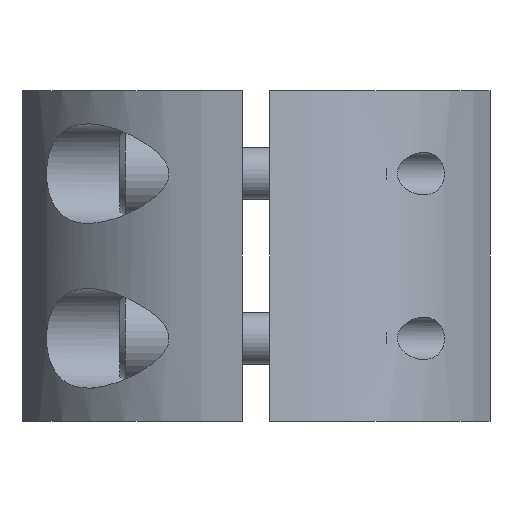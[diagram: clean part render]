
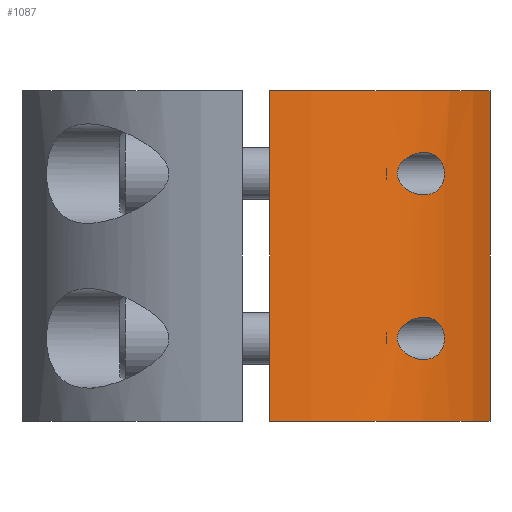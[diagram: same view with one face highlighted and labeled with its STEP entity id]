
A CAD part, left-side view. The second image highlights one B-rep face of the part: STEP entity #1087.
In plain terms, the highlighted cylindrical face has radius 28.575 mm (diameter 57.15 mm), a partial arc.
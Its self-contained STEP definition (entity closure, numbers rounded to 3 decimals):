
#48=B_SPLINE_CURVE_WITH_KNOTS('',3,(#1883,#1884,#1885,#1886,#1887,#1888,
#1889,#1890,#1891,#1892,#1893,#1894,#1895,#1896,#1897,#1898,#1899,#1900,
#1901,#1902,#1903,#1904,#1905,#1906,#1907,#1908,#1909,#1910,#1911,#1912,
#1913,#1914,#1915,#1916,#1917,#1918,#1919,#1920),.UNSPECIFIED.,.T.,.F.,
(4,2,2,2,2,2,2,2,2,2,2,2,2,2,2,2,2,2,4),(0.,0.047,0.094,
0.188,0.337,0.486,0.619,
0.752,0.842,0.933,1.024,1.114,
1.247,1.38,1.529,1.678,1.772,
1.819,1.866),.UNSPECIFIED.);
#49=B_SPLINE_CURVE_WITH_KNOTS('',3,(#1928,#1929,#1930,#1931,#1932,#1933,
#1934,#1935,#1936,#1937,#1938,#1939,#1940,#1941,#1942,#1943,#1944,#1945,
#1946,#1947,#1948,#1949,#1950,#1951,#1952,#1953,#1954,#1955,#1956,#1957,
#1958,#1959,#1960,#1961,#1962,#1963,#1964,#1965),.UNSPECIFIED.,.T.,.F.,
(4,2,2,2,2,2,2,2,2,2,2,2,2,2,2,2,2,2,4),(0.,0.047,0.094,
0.188,0.337,0.486,0.619,
0.752,0.842,0.933,1.024,1.114,
1.247,1.38,1.529,1.678,1.772,
1.819,1.866),.UNSPECIFIED.);
#85=FACE_BOUND('',#235,.T.);
#86=FACE_BOUND('',#236,.T.);
#165=FACE_OUTER_BOUND('',#234,.T.);
#234=EDGE_LOOP('',(#896,#897,#898,#899));
#235=EDGE_LOOP('',(#900));
#236=EDGE_LOOP('',(#901));
#321=LINE('',#2019,#391);
#324=LINE('',#2033,#394);
#391=VECTOR('',#1529,10.);
#394=VECTOR('',#1544,10.);
#459=CIRCLE('',#1273,28.575);
#462=CIRCLE('',#1277,28.575);
#540=VERTEX_POINT('',#1881);
#543=VERTEX_POINT('',#1926);
#548=VERTEX_POINT('',#2013);
#550=VERTEX_POINT('',#2017);
#551=VERTEX_POINT('',#2021);
#555=VERTEX_POINT('',#2031);
#663=EDGE_CURVE('',#540,#540,#48,.T.);
#667=EDGE_CURVE('',#543,#543,#49,.T.);
#675=EDGE_CURVE('',#548,#550,#321,.T.);
#676=EDGE_CURVE('',#551,#548,#459,.T.);
#681=EDGE_CURVE('',#550,#555,#462,.T.);
#682=EDGE_CURVE('',#555,#551,#324,.T.);
#896=ORIENTED_EDGE('',*,*,#675,.T.);
#897=ORIENTED_EDGE('',*,*,#681,.T.);
#898=ORIENTED_EDGE('',*,*,#682,.T.);
#899=ORIENTED_EDGE('',*,*,#676,.T.);
#900=ORIENTED_EDGE('',*,*,#663,.T.);
#901=ORIENTED_EDGE('',*,*,#667,.T.);
#1039=CYLINDRICAL_SURFACE('',#1276,28.575);
#1087=ADVANCED_FACE('',(#165,#85,#86),#1039,.T.);
#1273=AXIS2_PLACEMENT_3D('',#2022,#1532,#1533);
#1276=AXIS2_PLACEMENT_3D('',#2030,#1540,#1541);
#1277=AXIS2_PLACEMENT_3D('',#2032,#1542,#1543);
#1529=DIRECTION('',(0.,0.,1.));
#1532=DIRECTION('center_axis',(0.,0.,1.));
#1533=DIRECTION('ref_axis',(-1.,0.,0.));
#1540=DIRECTION('center_axis',(0.,0.,1.));
#1541=DIRECTION('ref_axis',(-1.,0.,0.));
#1542=DIRECTION('center_axis',(0.,0.,-1.));
#1543=DIRECTION('ref_axis',(-1.,0.,0.));
#1544=DIRECTION('',(0.,0.,-1.));
#1881=CARTESIAN_POINT('',(-23.459,-16.317,-9.5));
#1883=CARTESIAN_POINT('Ctrl Pts',(-23.459,-16.317,-9.5));
#1884=CARTESIAN_POINT('Ctrl Pts',(-23.459,-16.317,-9.344));
#1885=CARTESIAN_POINT('Ctrl Pts',(-23.443,-16.338,-9.188));
#1886=CARTESIAN_POINT('Ctrl Pts',(-23.386,-16.42,-8.888));
#1887=CARTESIAN_POINT('Ctrl Pts',(-23.344,-16.48,-8.744));
#1888=CARTESIAN_POINT('Ctrl Pts',(-23.187,-16.702,-8.339));
#1889=CARTESIAN_POINT('Ctrl Pts',(-23.039,-16.905,-8.106));
#1890=CARTESIAN_POINT('Ctrl Pts',(-22.645,-17.432,-7.635));
#1891=CARTESIAN_POINT('Ctrl Pts',(-22.345,-17.818,-7.411));
#1892=CARTESIAN_POINT('Ctrl Pts',(-21.691,-18.609,-7.113));
#1893=CARTESIAN_POINT('Ctrl Pts',(-21.337,-19.013,-7.042));
#1894=CARTESIAN_POINT('Ctrl Pts',(-20.699,-19.705,-7.042));
#1895=CARTESIAN_POINT('Ctrl Pts',(-20.364,-20.051,-7.099));
#1896=CARTESIAN_POINT('Ctrl Pts',(-19.718,-20.687,-7.373));
#1897=CARTESIAN_POINT('Ctrl Pts',(-19.407,-20.977,-7.589));
#1898=CARTESIAN_POINT('Ctrl Pts',(-18.984,-21.359,-8.07));
#1899=CARTESIAN_POINT('Ctrl Pts',(-18.822,-21.5,-8.319));
#1900=CARTESIAN_POINT('Ctrl Pts',(-18.601,-21.692,-8.883));
#1901=CARTESIAN_POINT('Ctrl Pts',(-18.542,-21.743,-9.198));
#1902=CARTESIAN_POINT('Ctrl Pts',(-18.542,-21.743,-9.802));
#1903=CARTESIAN_POINT('Ctrl Pts',(-18.601,-21.692,-10.117));
#1904=CARTESIAN_POINT('Ctrl Pts',(-18.822,-21.5,-10.681));
#1905=CARTESIAN_POINT('Ctrl Pts',(-18.984,-21.359,-10.93));
#1906=CARTESIAN_POINT('Ctrl Pts',(-19.407,-20.977,-11.411));
#1907=CARTESIAN_POINT('Ctrl Pts',(-19.718,-20.687,-11.627));
#1908=CARTESIAN_POINT('Ctrl Pts',(-20.364,-20.051,-11.901));
#1909=CARTESIAN_POINT('Ctrl Pts',(-20.699,-19.705,-11.959));
#1910=CARTESIAN_POINT('Ctrl Pts',(-21.337,-19.013,-11.959));
#1911=CARTESIAN_POINT('Ctrl Pts',(-21.691,-18.609,-11.887));
#1912=CARTESIAN_POINT('Ctrl Pts',(-22.345,-17.818,-11.589));
#1913=CARTESIAN_POINT('Ctrl Pts',(-22.645,-17.432,-11.365));
#1914=CARTESIAN_POINT('Ctrl Pts',(-23.039,-16.905,-10.894));
#1915=CARTESIAN_POINT('Ctrl Pts',(-23.187,-16.702,-10.661));
#1916=CARTESIAN_POINT('Ctrl Pts',(-23.344,-16.48,-10.256));
#1917=CARTESIAN_POINT('Ctrl Pts',(-23.386,-16.42,-10.112));
#1918=CARTESIAN_POINT('Ctrl Pts',(-23.443,-16.338,-9.812));
#1919=CARTESIAN_POINT('Ctrl Pts',(-23.459,-16.317,-9.656));
#1920=CARTESIAN_POINT('Ctrl Pts',(-23.459,-16.317,-9.5));
#1926=CARTESIAN_POINT('',(-23.459,-16.317,9.5));
#1928=CARTESIAN_POINT('Ctrl Pts',(-23.459,-16.317,9.5));
#1929=CARTESIAN_POINT('Ctrl Pts',(-23.459,-16.317,9.656));
#1930=CARTESIAN_POINT('Ctrl Pts',(-23.443,-16.338,9.812));
#1931=CARTESIAN_POINT('Ctrl Pts',(-23.386,-16.42,10.112));
#1932=CARTESIAN_POINT('Ctrl Pts',(-23.344,-16.48,10.256));
#1933=CARTESIAN_POINT('Ctrl Pts',(-23.187,-16.702,10.661));
#1934=CARTESIAN_POINT('Ctrl Pts',(-23.039,-16.905,10.894));
#1935=CARTESIAN_POINT('Ctrl Pts',(-22.645,-17.432,11.365));
#1936=CARTESIAN_POINT('Ctrl Pts',(-22.345,-17.818,11.589));
#1937=CARTESIAN_POINT('Ctrl Pts',(-21.691,-18.609,11.887));
#1938=CARTESIAN_POINT('Ctrl Pts',(-21.337,-19.013,11.959));
#1939=CARTESIAN_POINT('Ctrl Pts',(-20.699,-19.705,11.959));
#1940=CARTESIAN_POINT('Ctrl Pts',(-20.364,-20.051,11.901));
#1941=CARTESIAN_POINT('Ctrl Pts',(-19.718,-20.687,11.627));
#1942=CARTESIAN_POINT('Ctrl Pts',(-19.407,-20.977,11.411));
#1943=CARTESIAN_POINT('Ctrl Pts',(-18.984,-21.359,10.93));
#1944=CARTESIAN_POINT('Ctrl Pts',(-18.822,-21.5,10.681));
#1945=CARTESIAN_POINT('Ctrl Pts',(-18.601,-21.692,10.117));
#1946=CARTESIAN_POINT('Ctrl Pts',(-18.542,-21.743,9.802));
#1947=CARTESIAN_POINT('Ctrl Pts',(-18.542,-21.743,9.198));
#1948=CARTESIAN_POINT('Ctrl Pts',(-18.601,-21.692,8.883));
#1949=CARTESIAN_POINT('Ctrl Pts',(-18.822,-21.5,8.319));
#1950=CARTESIAN_POINT('Ctrl Pts',(-18.984,-21.359,8.07));
#1951=CARTESIAN_POINT('Ctrl Pts',(-19.407,-20.977,7.589));
#1952=CARTESIAN_POINT('Ctrl Pts',(-19.718,-20.687,7.373));
#1953=CARTESIAN_POINT('Ctrl Pts',(-20.364,-20.051,7.099));
#1954=CARTESIAN_POINT('Ctrl Pts',(-20.699,-19.705,7.042));
#1955=CARTESIAN_POINT('Ctrl Pts',(-21.337,-19.013,7.042));
#1956=CARTESIAN_POINT('Ctrl Pts',(-21.691,-18.609,7.113));
#1957=CARTESIAN_POINT('Ctrl Pts',(-22.345,-17.818,7.411));
#1958=CARTESIAN_POINT('Ctrl Pts',(-22.645,-17.432,7.635));
#1959=CARTESIAN_POINT('Ctrl Pts',(-23.039,-16.905,8.106));
#1960=CARTESIAN_POINT('Ctrl Pts',(-23.187,-16.702,8.339));
#1961=CARTESIAN_POINT('Ctrl Pts',(-23.344,-16.48,8.744));
#1962=CARTESIAN_POINT('Ctrl Pts',(-23.386,-16.42,8.888));
#1963=CARTESIAN_POINT('Ctrl Pts',(-23.443,-16.338,9.188));
#1964=CARTESIAN_POINT('Ctrl Pts',(-23.459,-16.317,9.344));
#1965=CARTESIAN_POINT('Ctrl Pts',(-23.459,-16.317,9.5));
#2013=CARTESIAN_POINT('',(-9.356,-27.,-19.05));
#2017=CARTESIAN_POINT('',(-9.356,-27.,19.05));
#2019=CARTESIAN_POINT('',(-9.356,-27.,0.));
#2021=CARTESIAN_POINT('',(-28.53,-1.6,-19.05));
#2022=CARTESIAN_POINT('Origin',(0.,0.,-19.05));
#2030=CARTESIAN_POINT('Origin',(0.,0.,0.));
#2031=CARTESIAN_POINT('',(-28.53,-1.6,19.05));
#2032=CARTESIAN_POINT('Origin',(0.,0.,19.05));
#2033=CARTESIAN_POINT('',(-28.53,-1.6,0.));
